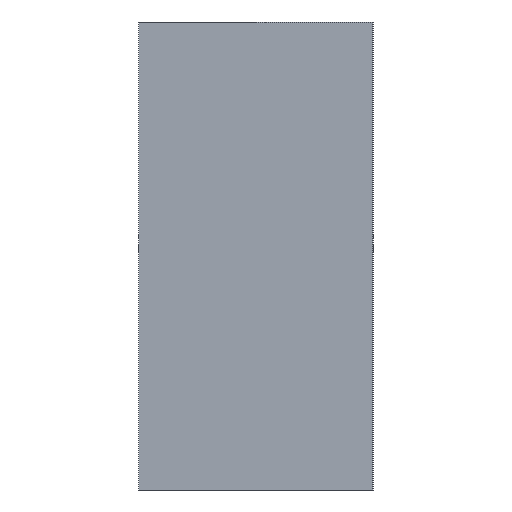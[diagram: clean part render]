
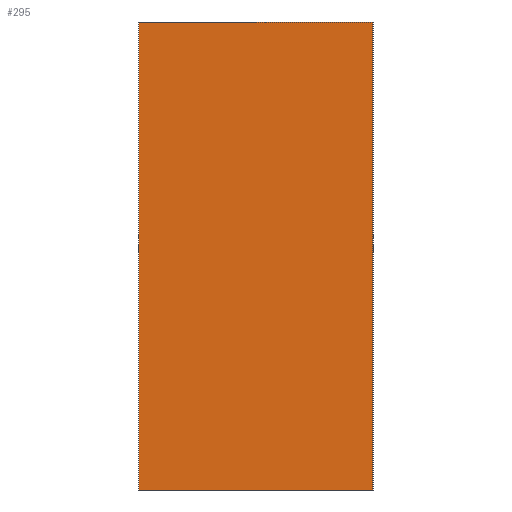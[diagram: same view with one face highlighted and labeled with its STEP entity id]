
A CAD part, left-side view. The second image highlights one B-rep face of the part: STEP entity #295.
In plain terms, the highlighted planar face has unit normal (-1, 0, 0).
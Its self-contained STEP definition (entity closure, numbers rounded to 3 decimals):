
#4 = EDGE_LOOP ( 'NONE', ( #266, #32, #73, #311 ) ) ;
#23 = CARTESIAN_POINT ( 'NONE',  ( 0., 0., 0. ) ) ;
#25 = VECTOR ( 'NONE', #294, 1000. ) ;
#30 = FACE_OUTER_BOUND ( 'NONE', #4, .T. ) ;
#32 = ORIENTED_EDGE ( 'NONE', *, *, #117, .F. ) ;
#39 = LINE ( 'NONE', #114, #176 ) ;
#54 = CARTESIAN_POINT ( 'NONE',  ( 0., 10., -30. ) ) ;
#67 = CARTESIAN_POINT ( 'NONE',  ( 0., 10., 0. ) ) ;
#73 = ORIENTED_EDGE ( 'NONE', *, *, #170, .F. ) ;
#76 = DIRECTION ( 'NONE',  ( 0., -1., 0. ) ) ;
#90 = CARTESIAN_POINT ( 'NONE',  ( 0., 15., -30. ) ) ;
#97 = VECTOR ( 'NONE', #76, 1000. ) ;
#105 = DIRECTION ( 'NONE',  ( 0., 0., -1. ) ) ;
#114 = CARTESIAN_POINT ( 'NONE',  ( 0., 0., 0. ) ) ;
#117 = EDGE_CURVE ( 'NONE', #227, #264, #232, .T. ) ;
#121 = VERTEX_POINT ( 'NONE', #90 ) ;
#126 = DIRECTION ( 'NONE',  ( 1., 0., 0. ) ) ;
#128 = VECTOR ( 'NONE', #287, 1000. ) ;
#132 = EDGE_CURVE ( 'NONE', #276, #264, #39, .T. ) ;
#142 = CARTESIAN_POINT ( 'NONE',  ( 0., 0., -30. ) ) ;
#170 = EDGE_CURVE ( 'NONE', #121, #227, #292, .T. ) ;
#173 = PLANE ( 'NONE',  #220 ) ;
#176 = VECTOR ( 'NONE', #183, 1000. ) ;
#183 = DIRECTION ( 'NONE',  ( 0., 0., 1. ) ) ;
#210 = CARTESIAN_POINT ( 'NONE',  ( 0., 15., -30. ) ) ;
#220 = AXIS2_PLACEMENT_3D ( 'NONE', #274, #126, #105 ) ;
#227 = VERTEX_POINT ( 'NONE', #262 ) ;
#232 = LINE ( 'NONE', #67, #128 ) ;
#262 = CARTESIAN_POINT ( 'NONE',  ( 0., 15., 0. ) ) ;
#264 = VERTEX_POINT ( 'NONE', #23 ) ;
#266 = ORIENTED_EDGE ( 'NONE', *, *, #132, .T. ) ;
#274 = CARTESIAN_POINT ( 'NONE',  ( 0., 10., 0. ) ) ;
#275 = EDGE_CURVE ( 'NONE', #121, #276, #316, .T. ) ;
#276 = VERTEX_POINT ( 'NONE', #142 ) ;
#287 = DIRECTION ( 'NONE',  ( 0., -1., 0. ) ) ;
#292 = LINE ( 'NONE', #210, #25 ) ;
#294 = DIRECTION ( 'NONE',  ( 0., 0., 1. ) ) ;
#295 = ADVANCED_FACE ( 'NONE', ( #30 ), #173, .F. ) ;
#311 = ORIENTED_EDGE ( 'NONE', *, *, #275, .T. ) ;
#316 = LINE ( 'NONE', #54, #97 ) ;
